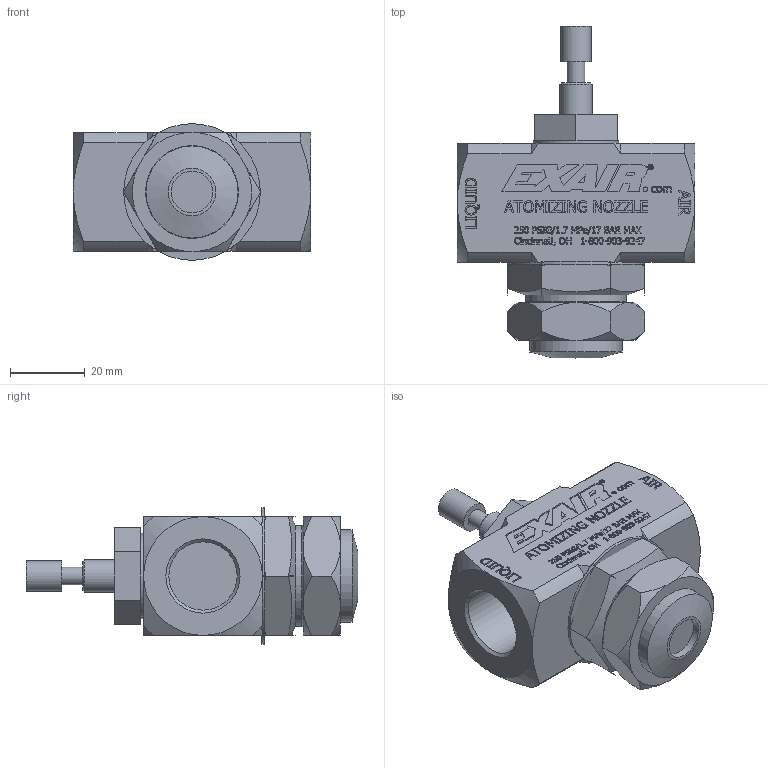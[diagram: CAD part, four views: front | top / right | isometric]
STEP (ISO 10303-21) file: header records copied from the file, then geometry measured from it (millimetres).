
FILE_DESCRIPTION(/* description */ (''),/* implementation_level */ '2;1');
FILE_NAME(/* name */ 'SR5010SS.stp',/* time_stamp */ '2017-03-08T09:20:13-05:00',/* author */ ('Adam Laub'),/* organization */ (''),/* preprocessor_version */ 'ST-DEVELOPER v16.5',/* originating_system */ 'Autodesk Inventor 2017',/* authorisation */ '');
FILE_SCHEMA (('AUTOMOTIVE_DESIGN { 1 0 10303 214 3 1 1 }'));
Length unit declared in the file: inch
Products named in the file (9): SR5010SS; 901529; 901542; 901530; 901541; 901524; 901532-100-dim; 901534; 901545-SR100-DIM
Assembly tree (8 placements, depth 2):
  SR5010SS
    901529
    901542
    901530
    901541
    901524
    901532-100-dim
    901534
    901545-SR100-DIM
Bounding box: 63.5 x 88.72 x 36.51 mm (x, y, z)
Volume: 70452.9 mm3; surface area: 28701.2 mm2
Topology: 8 solids, 8 shells, 1436 faces, 3809 edges, 2532 vertices
Faces by surface type: plane 872, bspline 443, cylinder 67, cone 54
Full cylindrical faces by diameter (mm): 4.75 x8, 4.763 x1, 6.35 x2, 7.925 x2, 8.128 x1, 8.433 x1, 8.611 x1, 10.668 x2, 11.112 x2, 13.191 x1, 14.287 x1, 14.684 x1, 15.478 x1, 15.875 x3, 15.984 x2, 16.669 x1, 18.256 x2, 19.032 x1, 22.86 x1, 24.606 x1, 24.816 x1, 26.987 x2, 27.686 x1, 28.545 x1, 28.557 x1, 36.512 x1
Entity records: 46572 total; most frequent: CARTESIAN_POINT 13888, ORIENTED_EDGE 7480, DIRECTION 4986, EDGE_CURVE 3740, LINE 2600, VECTOR 2600, VERTEX_POINT 2525, EDGE_LOOP 1669
